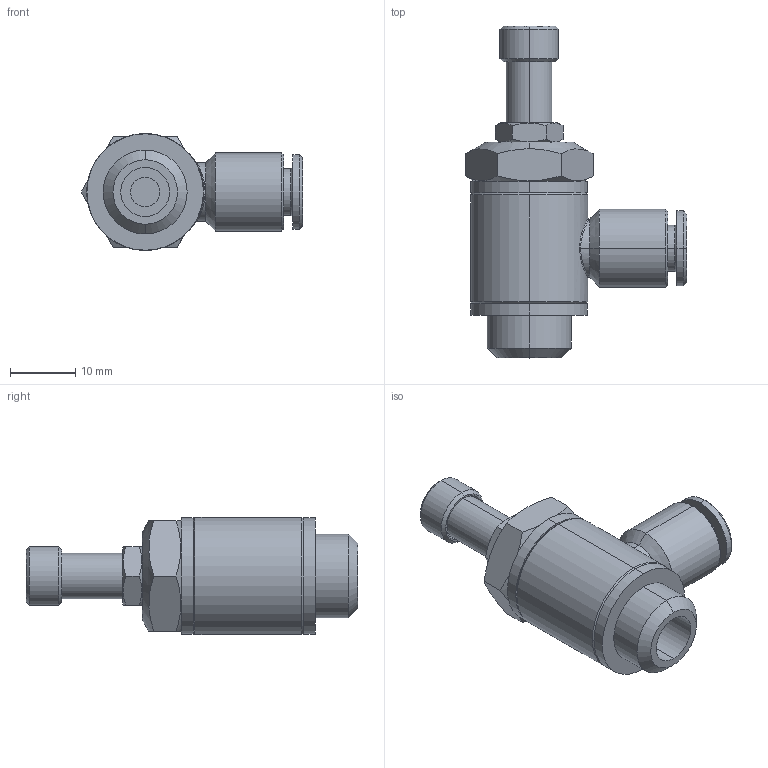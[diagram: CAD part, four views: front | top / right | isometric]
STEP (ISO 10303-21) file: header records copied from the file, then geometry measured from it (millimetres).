
FILE_DESCRIPTION (( 'STEP AP203' ), '1' );
FILE_NAME ('04270C32.STEP', '2010-05-07T09:10:50', ( '' ), ( 'sopra-pneumatic' ), 'SwSTEP 2.0', 'SolidWorks 2009', '' );
FILE_SCHEMA (( 'CONFIG_CONTROL_DESIGN' ));
Length unit declared in the file: millimetre
Products named in the file (1): 04270C32
Bounding box: 34.02 x 51.01 x 18 mm (x, y, z)
Volume: 9110.7 mm3; surface area: 4029.5 mm2
Topology: 1 solids, 1 shells, 85 faces, 186 edges, 116 vertices
Faces by surface type: cone 30, plane 27, cylinder 26, bspline 2
Entity records: 3465 total; most frequent: CARTESIAN_POINT 1530, DIRECTION 396, ORIENTED_EDGE 372, EDGE_CURVE 186, AXIS2_PLACEMENT_3D 164, VERTEX_POINT 116, EDGE_LOOP 98, ADVANCED_FACE 85
